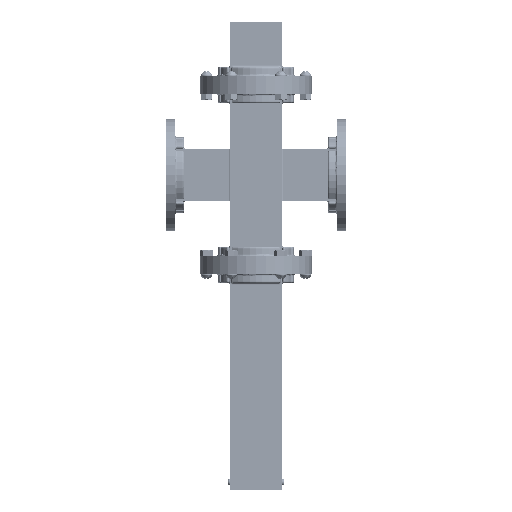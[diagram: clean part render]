
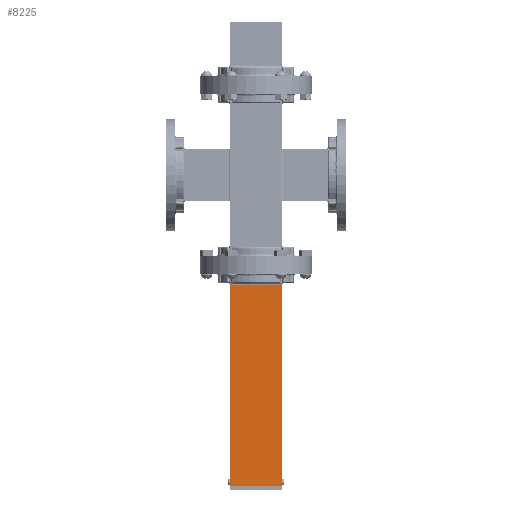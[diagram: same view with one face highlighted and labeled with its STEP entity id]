
A CAD part, front view. The second image highlights one B-rep face of the part: STEP entity #8225.
In plain terms, the highlighted planar face has unit normal (0, -1, 0).
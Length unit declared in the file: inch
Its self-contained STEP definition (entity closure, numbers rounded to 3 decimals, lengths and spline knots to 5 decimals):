
#3004 = LINE ( 'NONE', #14117, #25327 ) ;
#4281 = VECTOR ( 'NONE', #40196, 39.37008 ) ;
#7224 = CIRCLE ( 'NONE', #39857, 0.1 ) ;
#7703 = DIRECTION ( 'NONE',  ( 0., -1., 0. ) ) ;
#8045 = EDGE_CURVE ( 'NONE', #49895, #21904, #41468, .T. ) ;
#8047 = DIRECTION ( 'NONE',  ( -1., 0., 0. ) ) ;
#8225 = ADVANCED_FACE ( 'NONE', ( #28734 ), #36886, .F. ) ;
#8655 = AXIS2_PLACEMENT_3D ( 'NONE', #12649, #36714, #8047 ) ;
#10339 = ORIENTED_EDGE ( 'NONE', *, *, #30976, .T. ) ;
#11000 = EDGE_CURVE ( 'NONE', #47613, #28892, #3004, .T. ) ;
#12032 = EDGE_CURVE ( 'NONE', #47613, #15952, #13174, .T. ) ;
#12649 = CARTESIAN_POINT ( 'NONE',  ( 0., -0.351, -6.25 ) ) ;
#12731 = ORIENTED_EDGE ( 'NONE', *, *, #8045, .F. ) ;
#13174 = LINE ( 'NONE', #48017, #46289 ) ;
#14081 = AXIS2_PLACEMENT_3D ( 'NONE', #43657, #7703, #23222 ) ;
#14117 = CARTESIAN_POINT ( 'NONE',  ( 0., -0.351, -6.15 ) ) ;
#15952 = VERTEX_POINT ( 'NONE', #39551 ) ;
#17348 = DIRECTION ( 'NONE',  ( 1., 0., 0. ) ) ;
#17819 = LINE ( 'NONE', #24631, #45213 ) ;
#19621 = LINE ( 'NONE', #43922, #4281 ) ;
#21067 = VERTEX_POINT ( 'NONE', #50461 ) ;
#21904 = VERTEX_POINT ( 'NONE', #28336 ) ;
#22606 = CARTESIAN_POINT ( 'NONE',  ( -0.626, -0.351, -0.45 ) ) ;
#23222 = DIRECTION ( 'NONE',  ( -1., 0., 0. ) ) ;
#23800 = EDGE_LOOP ( 'NONE', ( #12731, #10339, #42666, #42090, #46268, #33045 ) ) ;
#24279 = DIRECTION ( 'NONE',  ( -1., 0., 0. ) ) ;
#24631 = CARTESIAN_POINT ( 'NONE',  ( 0., -0.351, -0.55 ) ) ;
#25327 = VECTOR ( 'NONE', #17348, 39.37008 ) ;
#28336 = CARTESIAN_POINT ( 'NONE',  ( 0.726, -0.351, -0.45 ) ) ;
#28734 = FACE_OUTER_BOUND ( 'NONE', #23800, .T. ) ;
#28892 = VERTEX_POINT ( 'NONE', #36795 ) ;
#30976 = EDGE_CURVE ( 'NONE', #49895, #21067, #17819, .T. ) ;
#33045 = ORIENTED_EDGE ( 'NONE', *, *, #44002, .T. ) ;
#33898 = CARTESIAN_POINT ( 'NONE',  ( -0.726, -0.351, -6.15 ) ) ;
#35291 = DIRECTION ( 'NONE',  ( -1., 0., 0. ) ) ;
#36714 = DIRECTION ( 'NONE',  ( 0., 1., 0. ) ) ;
#36795 = CARTESIAN_POINT ( 'NONE',  ( 0.726, -0.351, -6.15 ) ) ;
#36886 = PLANE ( 'NONE',  #8655 ) ;
#39551 = CARTESIAN_POINT ( 'NONE',  ( -0.726, -0.351, -0.45 ) ) ;
#39857 = AXIS2_PLACEMENT_3D ( 'NONE', #22606, #43238, #35291 ) ;
#40196 = DIRECTION ( 'NONE',  ( 0., 0., 1. ) ) ;
#41468 = CIRCLE ( 'NONE', #14081, 0.1 ) ;
#42090 = ORIENTED_EDGE ( 'NONE', *, *, #12032, .F. ) ;
#42666 = ORIENTED_EDGE ( 'NONE', *, *, #51931, .F. ) ;
#43238 = DIRECTION ( 'NONE',  ( 0., -1., 0. ) ) ;
#43657 = CARTESIAN_POINT ( 'NONE',  ( 0.626, -0.351, -0.45 ) ) ;
#43922 = CARTESIAN_POINT ( 'NONE',  ( 0.726, -0.351, -6.25 ) ) ;
#44002 = EDGE_CURVE ( 'NONE', #28892, #21904, #19621, .T. ) ;
#44103 = CARTESIAN_POINT ( 'NONE',  ( 0.626, -0.351, -0.55 ) ) ;
#45213 = VECTOR ( 'NONE', #24279, 39.37008 ) ;
#46268 = ORIENTED_EDGE ( 'NONE', *, *, #11000, .T. ) ;
#46289 = VECTOR ( 'NONE', #52618, 39.37008 ) ;
#47613 = VERTEX_POINT ( 'NONE', #33898 ) ;
#48017 = CARTESIAN_POINT ( 'NONE',  ( -0.726, -0.351, -6.25 ) ) ;
#49895 = VERTEX_POINT ( 'NONE', #44103 ) ;
#50461 = CARTESIAN_POINT ( 'NONE',  ( -0.626, -0.351, -0.55 ) ) ;
#51931 = EDGE_CURVE ( 'NONE', #15952, #21067, #7224, .T. ) ;
#52618 = DIRECTION ( 'NONE',  ( 0., 0., 1. ) ) ;
